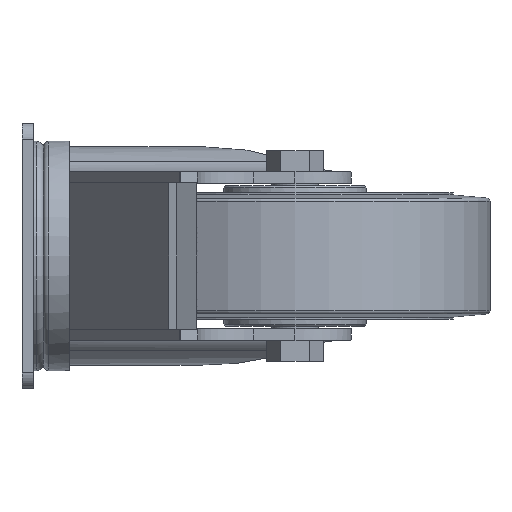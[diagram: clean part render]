
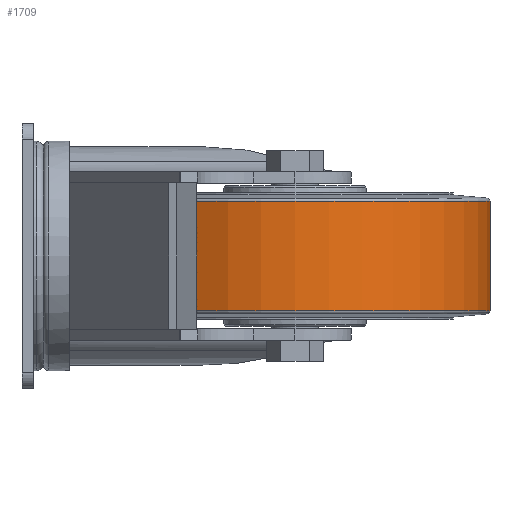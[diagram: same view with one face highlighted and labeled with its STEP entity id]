
A CAD part, left-side view. The second image highlights one B-rep face of the part: STEP entity #1709.
In plain terms, the highlighted cylindrical face has radius 62.5 mm (diameter 125 mm), a full revolution.
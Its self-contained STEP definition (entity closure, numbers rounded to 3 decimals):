
#795=ORIENTED_EDGE('',*,*,#1031,.T.);
#796=ORIENTED_EDGE('',*,*,#1030,.F.);
#1030=EDGE_CURVE('',#1193,#1193,#1268,.T.);
#1031=EDGE_CURVE('',#1194,#1194,#1269,.T.);
#1193=VERTEX_POINT('',#2914);
#1194=VERTEX_POINT('',#2917);
#1268=CIRCLE('',#1896,62.5);
#1269=CIRCLE('',#1898,62.5);
#1410=EDGE_LOOP('',(#795));
#1411=EDGE_LOOP('',(#796));
#1564=FACE_BOUND('',#1410,.T.);
#1565=FACE_BOUND('',#1411,.T.);
#1616=CYLINDRICAL_SURFACE('',#1897,62.5);
#1709=ADVANCED_FACE('',(#1564,#1565),#1616,.T.);
#1896=AXIS2_PLACEMENT_3D('',#2913,#2378,#2379);
#1897=AXIS2_PLACEMENT_3D('',#2915,#2380,#2381);
#1898=AXIS2_PLACEMENT_3D('',#2916,#2382,#2383);
#2378=DIRECTION('',(0.,0.,-1.));
#2379=DIRECTION('',(-1.,0.,0.));
#2380=DIRECTION('',(0.,0.,-1.));
#2381=DIRECTION('',(-1.,0.,0.));
#2382=DIRECTION('',(0.,0.,-1.));
#2383=DIRECTION('',(-1.,0.,0.));
#2913=CARTESIAN_POINT('',(0.,0.,-17.483));
#2914=CARTESIAN_POINT('',(-62.5,0.,-17.483));
#2915=CARTESIAN_POINT('',(0.,0.,-22.5));
#2916=CARTESIAN_POINT('',(0.,0.,17.483));
#2917=CARTESIAN_POINT('',(-62.5,0.,17.483));
